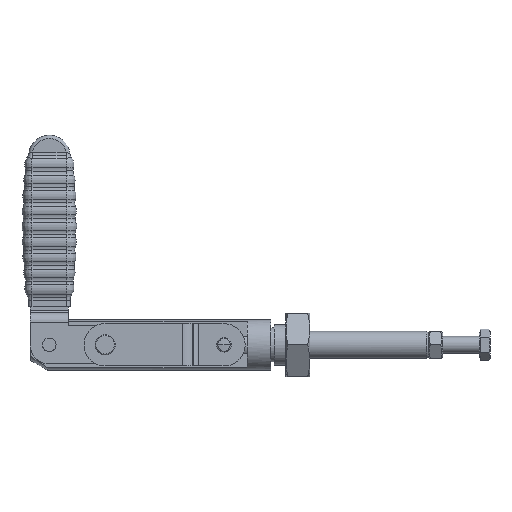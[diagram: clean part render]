
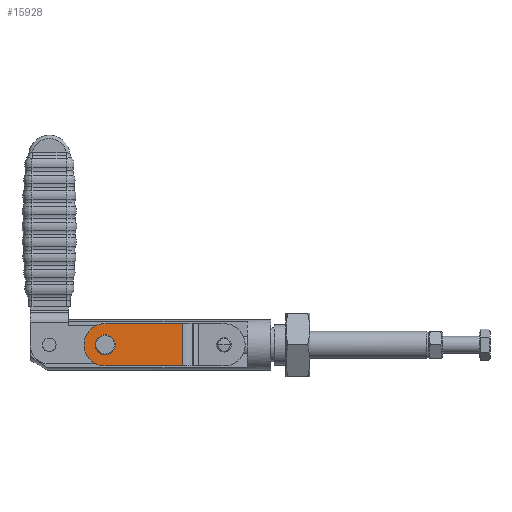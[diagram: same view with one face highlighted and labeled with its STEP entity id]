
A CAD part, top view. The second image highlights one B-rep face of the part: STEP entity #15928.
In plain terms, the highlighted planar face has unit normal (0, 0, 1).
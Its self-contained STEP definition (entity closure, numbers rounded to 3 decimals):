
#14598=CARTESIAN_POINT('',(48.,0.,16.311));
#14599=VERTEX_POINT('',#14598);
#14608=CARTESIAN_POINT('',(40.,0.,16.311));
#14609=VERTEX_POINT('',#14608);
#14610=CARTESIAN_POINT('',(44.,0.,16.311));
#14611=DIRECTION('',(0.0,0.0,-1.0));
#14612=DIRECTION('',(1.0,0.0,0.0));
#14613=AXIS2_PLACEMENT_3D('',#14610,#14611,#14612);
#14614=CIRCLE('',#14613,4.0);
#14615=EDGE_CURVE('',#14609,#14599,#14614,.T.);
#15766=CARTESIAN_POINT('',(89.738,-12.5,16.311));
#15767=VERTEX_POINT('',#15766);
#15785=CARTESIAN_POINT('',(89.738,12.5,16.311));
#15786=VERTEX_POINT('',#15785);
#15794=CARTESIAN_POINT('',(89.738,-12.5,16.311));
#15795=DIRECTION('',(0.0,1.0,0.0));
#15796=VECTOR('',#15795,25.0);
#15797=LINE('',#15794,#15796);
#15798=EDGE_CURVE('',#15767,#15786,#15797,.T.);
#15887=CARTESIAN_POINT('',(79.585,0.,16.311));
#15888=DIRECTION('',(0.0,0.0,1.0));
#15889=DIRECTION('',(1.0,0.0,0.0));
#15890=AXIS2_PLACEMENT_3D('',#15887,#15888,#15889);
#15891=PLANE('',#15890);
#15892=ORIENTED_EDGE('',*,*,#15798,.T.);
#15893=CARTESIAN_POINT('',(44.,12.5,16.311));
#15894=VERTEX_POINT('',#15893);
#15895=CARTESIAN_POINT('',(44.,12.5,16.311));
#15896=DIRECTION('',(1.0,0.0,0.0));
#15897=VECTOR('',#15896,45.738);
#15898=LINE('',#15895,#15897);
#15899=EDGE_CURVE('',#15894,#15786,#15898,.T.);
#15900=ORIENTED_EDGE('',*,*,#15899,.F.);
#15901=CARTESIAN_POINT('',(44.,-12.5,16.311));
#15902=VERTEX_POINT('',#15901);
#15903=CARTESIAN_POINT('',(44.,0.,16.311));
#15904=DIRECTION('',(0.0,0.0,-1.0));
#15905=DIRECTION('',(0.0,-1.0,0.0));
#15906=AXIS2_PLACEMENT_3D('',#15903,#15904,#15905);
#15907=CIRCLE('',#15906,12.5);
#15908=EDGE_CURVE('',#15902,#15894,#15907,.T.);
#15909=ORIENTED_EDGE('',*,*,#15908,.F.);
#15910=CARTESIAN_POINT('',(89.738,-12.5,16.311));
#15911=DIRECTION('',(-1.0,0.0,0.0));
#15912=VECTOR('',#15911,45.738);
#15913=LINE('',#15910,#15912);
#15914=EDGE_CURVE('',#15767,#15902,#15913,.T.);
#15915=ORIENTED_EDGE('',*,*,#15914,.F.);
#15916=EDGE_LOOP('',(#15892,#15900,#15909,#15915));
#15917=FACE_OUTER_BOUND('',#15916,.T.);
#15918=ORIENTED_EDGE('',*,*,#14615,.T.);
#15919=CARTESIAN_POINT('',(44.,0.,16.311));
#15920=DIRECTION('',(0.0,0.0,-1.0));
#15921=DIRECTION('',(1.0,0.0,0.0));
#15922=AXIS2_PLACEMENT_3D('',#15919,#15920,#15921);
#15923=CIRCLE('',#15922,4.0);
#15924=EDGE_CURVE('',#14599,#14609,#15923,.T.);
#15925=ORIENTED_EDGE('',*,*,#15924,.T.);
#15926=EDGE_LOOP('',(#15918,#15925));
#15927=FACE_BOUND('',#15926,.T.);
#15928=ADVANCED_FACE('',(#15917,#15927),#15891,.T.);
